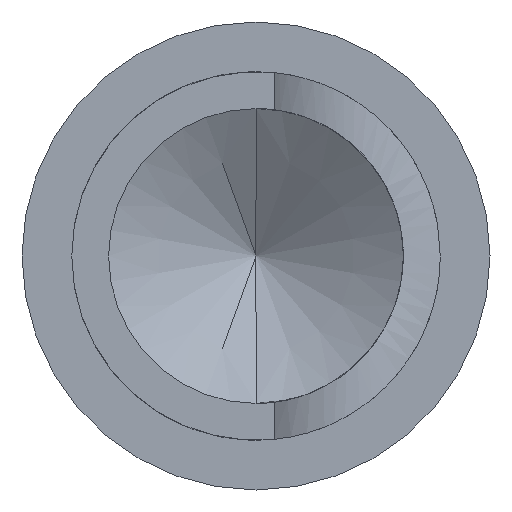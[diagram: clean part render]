
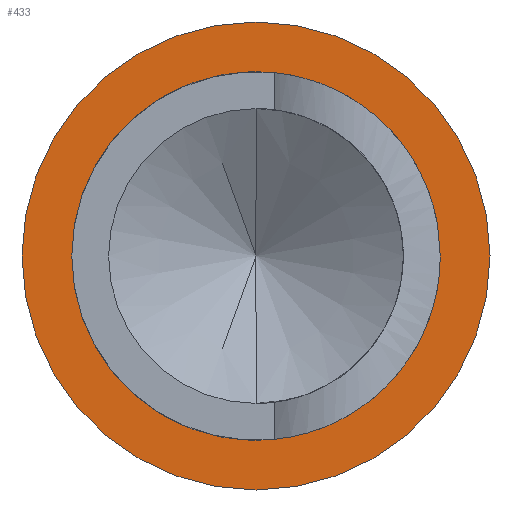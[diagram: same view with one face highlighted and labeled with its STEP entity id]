
A CAD part, front view. The second image highlights one B-rep face of the part: STEP entity #433.
In plain terms, the highlighted planar face has unit normal (0, -1, 0).
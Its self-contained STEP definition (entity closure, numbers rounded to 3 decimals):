
#3 = EDGE_LOOP ( 'NONE', ( #152, #124 ) ) ;
#20 = DIRECTION ( 'NONE',  ( 0., 1., 0. ) ) ;
#68 = DIRECTION ( 'NONE',  ( -1., 0., 0. ) ) ;
#76 = DIRECTION ( 'NONE',  ( 0., 1., 0. ) ) ;
#100 = CIRCLE ( 'NONE', #147, 1.27 ) ;
#101 = EDGE_CURVE ( 'NONE', #106, #639, #100, .T. ) ;
#103 = DIRECTION ( 'NONE',  ( 1., 0., 0. ) ) ;
#105 = DIRECTION ( 'NONE',  ( 0., -1., 0. ) ) ;
#106 = VERTEX_POINT ( 'NONE', #342 ) ;
#124 = ORIENTED_EDGE ( 'NONE', *, *, #101, .F. ) ;
#127 = CARTESIAN_POINT ( 'NONE',  ( 1., -6.15, 0. ) ) ;
#147 = AXIS2_PLACEMENT_3D ( 'NONE', #620, #720, #284 ) ;
#152 = ORIENTED_EDGE ( 'NONE', *, *, #658, .F. ) ;
#155 = AXIS2_PLACEMENT_3D ( 'NONE', #682, #76, #293 ) ;
#160 = VERTEX_POINT ( 'NONE', #409 ) ;
#185 = EDGE_CURVE ( 'NONE', #227, #160, #360, .T. ) ;
#190 = CIRCLE ( 'NONE', #236, 1.27 ) ;
#220 = EDGE_CURVE ( 'NONE', #160, #227, #484, .T. ) ;
#227 = VERTEX_POINT ( 'NONE', #127 ) ;
#236 = AXIS2_PLACEMENT_3D ( 'NONE', #399, #618, #68 ) ;
#249 = AXIS2_PLACEMENT_3D ( 'NONE', #432, #105, #103 ) ;
#284 = DIRECTION ( 'NONE',  ( -1., 0., 0. ) ) ;
#293 = DIRECTION ( 'NONE',  ( -1., 0., 0. ) ) ;
#299 = CARTESIAN_POINT ( 'NONE',  ( 0., -6.15, 0. ) ) ;
#303 = FACE_OUTER_BOUND ( 'NONE', #3, .T. ) ;
#326 = AXIS2_PLACEMENT_3D ( 'NONE', #299, #20, #415 ) ;
#342 = CARTESIAN_POINT ( 'NONE',  ( 1.27, -6.15, 0. ) ) ;
#351 = CARTESIAN_POINT ( 'NONE',  ( -1.27, -6.15, 0. ) ) ;
#360 = CIRCLE ( 'NONE', #155, 1. ) ;
#399 = CARTESIAN_POINT ( 'NONE',  ( 0., -6.15, 0. ) ) ;
#409 = CARTESIAN_POINT ( 'NONE',  ( -1., -6.15, 0. ) ) ;
#415 = DIRECTION ( 'NONE',  ( -1., 0., 0. ) ) ;
#432 = CARTESIAN_POINT ( 'NONE',  ( -1., -6.15, 0. ) ) ;
#433 = ADVANCED_FACE ( 'NONE', ( #684, #303 ), #588, .T. ) ;
#484 = CIRCLE ( 'NONE', #326, 1. ) ;
#531 = ORIENTED_EDGE ( 'NONE', *, *, #220, .T. ) ;
#565 = ORIENTED_EDGE ( 'NONE', *, *, #185, .T. ) ;
#588 = PLANE ( 'NONE',  #249 ) ;
#618 = DIRECTION ( 'NONE',  ( 0., 1., 0. ) ) ;
#620 = CARTESIAN_POINT ( 'NONE',  ( 0., -6.15, 0. ) ) ;
#639 = VERTEX_POINT ( 'NONE', #351 ) ;
#640 = EDGE_LOOP ( 'NONE', ( #531, #565 ) ) ;
#658 = EDGE_CURVE ( 'NONE', #639, #106, #190, .T. ) ;
#682 = CARTESIAN_POINT ( 'NONE',  ( 0., -6.15, 0. ) ) ;
#684 = FACE_BOUND ( 'NONE', #640, .T. ) ;
#720 = DIRECTION ( 'NONE',  ( 0., 1., 0. ) ) ;
